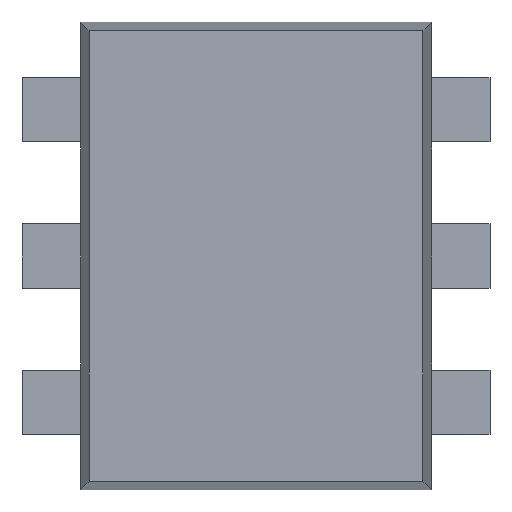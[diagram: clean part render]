
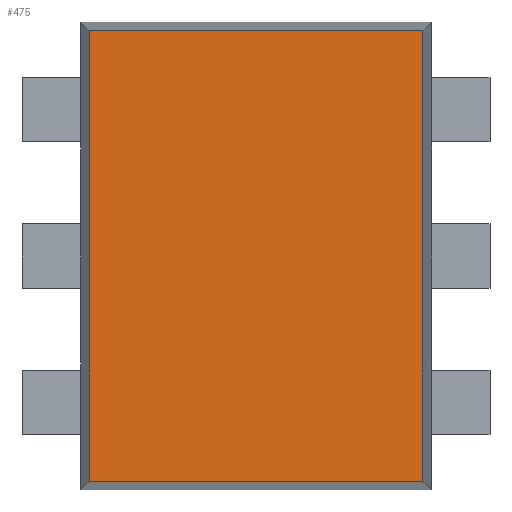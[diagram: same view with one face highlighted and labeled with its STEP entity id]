
A CAD part, top view. The second image highlights one B-rep face of the part: STEP entity #475.
In plain terms, the highlighted planar face has unit normal (0, 0, 1).
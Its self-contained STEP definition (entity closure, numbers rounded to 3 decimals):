
#27=VECTOR('',#28,1.);
#28=DIRECTION('',(-1.,0.,0.));
#51=VECTOR('',#52,1.);
#52=DIRECTION('',(0.,-1.,0.));
#60=VECTOR('',#61,1.);
#61=DIRECTION('',(0.,1.,0.));
#95=VECTOR('',#96,1.);
#96=DIRECTION('',(1.,0.,0.));
#126=DIRECTION('',(0.,0.,-1.));
#153=VERTEX_POINT('',#154);
#154=CARTESIAN_POINT('',(-0.571,0.771,0.55));
#157=EDGE_CURVE('',#158,#153,#160,.T.);
#158=VERTEX_POINT('',#159);
#159=CARTESIAN_POINT('',(0.571,0.771,0.55));
#160=LINE('',#159,#27);
#451=VERTEX_POINT('',#452);
#452=CARTESIAN_POINT('',(-0.571,-0.771,0.55));
#455=EDGE_CURVE('',#153,#451,#456,.T.);
#456=LINE('',#154,#51);
#475=ADVANCED_FACE('',(#476),#488,.F.);
#476=FACE_BOUND('',#477,.T.);
#477=EDGE_LOOP('',(#478,#479,#484,#487));
#478=ORIENTED_EDGE('',*,*,#455,.T.);
#479=ORIENTED_EDGE('',*,*,#480,.T.);
#480=EDGE_CURVE('',#451,#481,#483,.T.);
#481=VERTEX_POINT('',#482);
#482=CARTESIAN_POINT('',(0.571,-0.771,0.55));
#483=LINE('',#452,#95);
#484=ORIENTED_EDGE('',*,*,#485,.T.);
#485=EDGE_CURVE('',#481,#158,#486,.T.);
#486=LINE('',#482,#60);
#487=ORIENTED_EDGE('',*,*,#157,.T.);
#488=PLANE('',#489);
#489=AXIS2_PLACEMENT_3D('',#154,#126,#490);
#490=DIRECTION('',(0.595,-0.804,0.));
